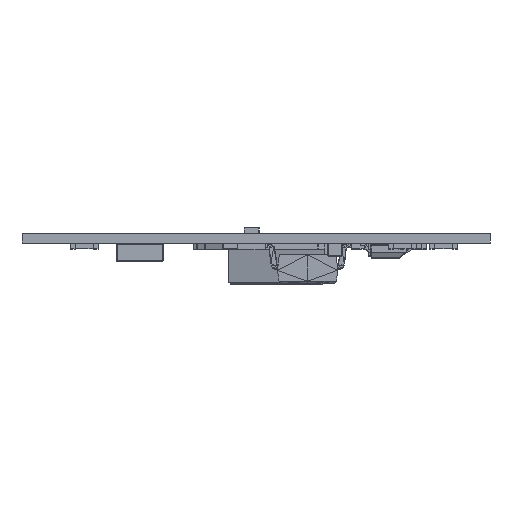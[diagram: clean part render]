
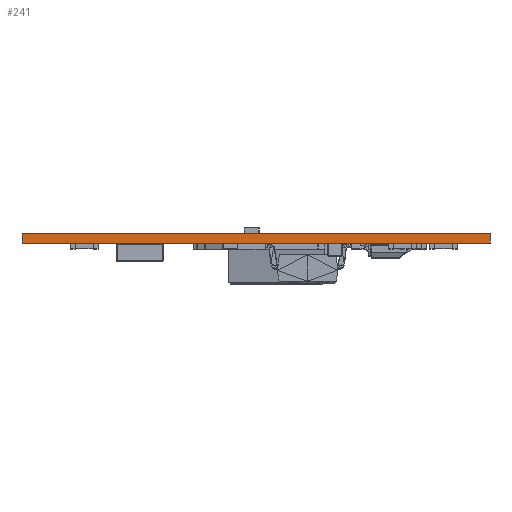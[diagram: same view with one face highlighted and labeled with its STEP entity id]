
A CAD part, left-side view. The second image highlights one B-rep face of the part: STEP entity #241.
In plain terms, the highlighted planar face has unit normal (-1, 0, 0).
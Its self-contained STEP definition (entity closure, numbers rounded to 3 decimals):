
#112 = EDGE_CURVE('',#113,#115,#117,.T.);
#113 = VERTEX_POINT('',#114);
#114 = CARTESIAN_POINT('',(-48.419,20.003,0.));
#115 = VERTEX_POINT('',#116);
#116 = CARTESIAN_POINT('',(-48.419,20.003,-1.));
#117 = LINE('',#118,#119);
#118 = CARTESIAN_POINT('',(-48.419,20.003,0.));
#119 = VECTOR('',#120,1.);
#120 = DIRECTION('',(0.,0.,-1.));
#216 = VERTEX_POINT('',#217);
#217 = CARTESIAN_POINT('',(-48.419,-29.848,-1.));
#223 = EDGE_CURVE('',#224,#216,#226,.T.);
#224 = VERTEX_POINT('',#225);
#225 = CARTESIAN_POINT('',(-48.419,-29.848,0.));
#226 = LINE('',#227,#228);
#227 = CARTESIAN_POINT('',(-48.419,-29.848,0.));
#228 = VECTOR('',#229,1.);
#229 = DIRECTION('',(0.,0.,-1.));
#241 = ADVANCED_FACE('',(#242),#258,.F.);
#242 = FACE_BOUND('',#243,.F.);
#243 = EDGE_LOOP('',(#244,#245,#251,#252));
#244 = ORIENTED_EDGE('',*,*,#223,.T.);
#245 = ORIENTED_EDGE('',*,*,#246,.T.);
#246 = EDGE_CURVE('',#216,#115,#247,.T.);
#247 = LINE('',#248,#249);
#248 = CARTESIAN_POINT('',(-48.419,-29.848,-1.));
#249 = VECTOR('',#250,1.);
#250 = DIRECTION('',(0.,1.,0.));
#251 = ORIENTED_EDGE('',*,*,#112,.F.);
#252 = ORIENTED_EDGE('',*,*,#253,.F.);
#253 = EDGE_CURVE('',#224,#113,#254,.T.);
#254 = LINE('',#255,#256);
#255 = CARTESIAN_POINT('',(-48.419,-29.848,0.));
#256 = VECTOR('',#257,1.);
#257 = DIRECTION('',(0.,1.,0.));
#258 = PLANE('',#259);
#259 = AXIS2_PLACEMENT_3D('',#260,#261,#262);
#260 = CARTESIAN_POINT('',(-48.419,-29.848,0.));
#261 = DIRECTION('',(1.,0.,0.));
#262 = DIRECTION('',(0.,1.,0.));
